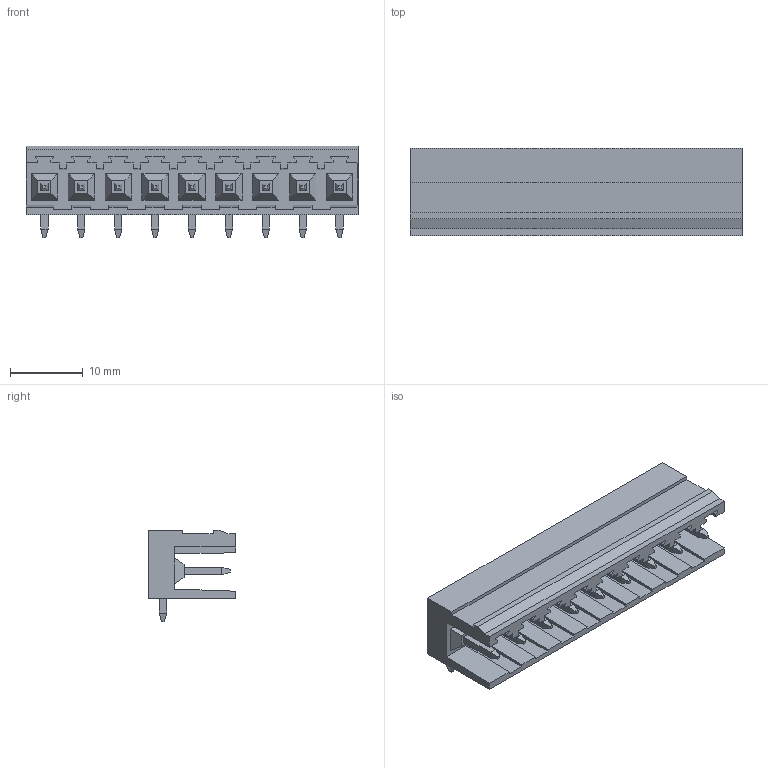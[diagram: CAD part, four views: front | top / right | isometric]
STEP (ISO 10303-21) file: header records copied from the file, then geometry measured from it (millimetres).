
FILE_DESCRIPTION(('CATIA V5 STEP Exchange','CAx-IF Rec.Pracs.--- Model Styling and Organization---1.4--- 2014-01-23'),'2;1');
FILE_NAME ('D1486117_0_1238762222_1238762222.stp','2021-05-11T09:09:02+00:00',('none'),('Weidmueller'),'CATIA Version 5-6 Release 2016 SP3 HF44','CATIA V5 STEP AP214','none');
FILE_SCHEMA(('AUTOMOTIVE_DESIGN { 1 0 10303 214 1 1 1 1 }'));
Length unit declared in the file: millimetre
Products named in the file (1): 1238762222
Bounding box: 45.72 x 12 x 12.6 mm (x, y, z)
Volume: 1930.1 mm3; surface area: 4208.3 mm2
Topology: 10 solids, 10 shells, 453 faces, 1246 edges, 822 vertices
Faces by surface type: plane 417, cylinder 36
Entity records: 13924 total; most frequent: ORIENTED_EDGE 2492, CARTESIAN_POINT 2392, DIRECTION 1892, EDGE_CURVE 1246, VECTOR 1174, LINE 1174, VERTEX_POINT 822, EDGE_LOOP 480
